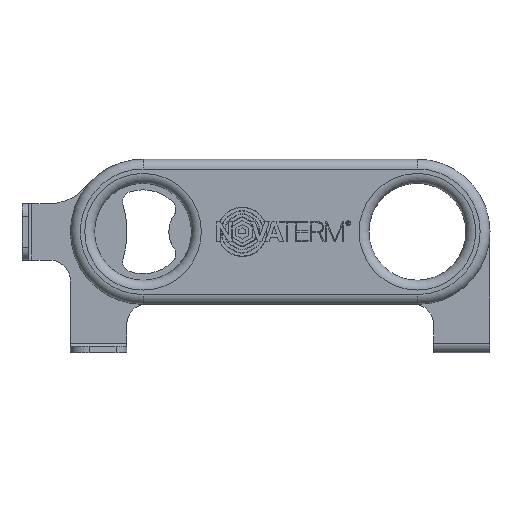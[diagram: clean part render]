
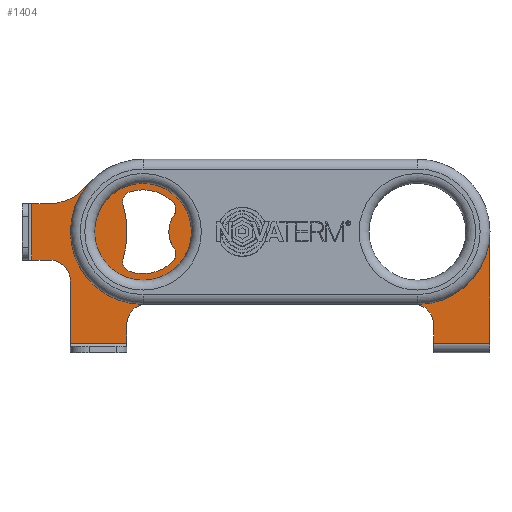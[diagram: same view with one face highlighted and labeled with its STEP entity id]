
A CAD part, front view. The second image highlights one B-rep face of the part: STEP entity #1404.
In plain terms, the highlighted planar face has unit normal (0, -1, 0).
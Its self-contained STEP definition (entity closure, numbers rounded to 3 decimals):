
#1404=ADVANCED_FACE('',(#5064,#5065,#5066,#5067,#5068,#5069,#5070),#2159,
 .T.);
#2159=PLANE('',#14042);
#2626=LINE('',#18776,#3845);
#2627=LINE('',#18778,#3846);
#2628=LINE('',#18780,#3847);
#2629=LINE('',#18784,#3848);
#2630=LINE('',#18786,#3849);
#2631=LINE('',#18788,#3850);
#2632=LINE('',#18792,#3851);
#2633=LINE('',#18796,#3852);
#2634=LINE('',#18798,#3853);
#2635=LINE('',#18800,#3854);
#2636=LINE('',#18804,#3855);
#3845=VECTOR('',#15207,1.);
#3846=VECTOR('',#15208,1.);
#3847=VECTOR('',#15209,1.);
#3848=VECTOR('',#15212,1.);
#3849=VECTOR('',#15213,1.);
#3850=VECTOR('',#15214,1.);
#3851=VECTOR('',#15217,1.);
#3852=VECTOR('',#15220,1.);
#3853=VECTOR('',#15221,1.);
#3854=VECTOR('',#15222,1.);
#3855=VECTOR('',#15225,1.);
#5064=FACE_BOUND('',#5250,.T.);
#5065=FACE_BOUND('',#5251,.T.);
#5066=FACE_BOUND('',#5252,.T.);
#5067=FACE_BOUND('',#5253,.T.);
#5068=FACE_BOUND('',#5254,.T.);
#5069=FACE_BOUND('',#5255,.T.);
#5070=FACE_BOUND('',#5256,.T.);
#5250=EDGE_LOOP('',(#6116));
#5251=EDGE_LOOP('',(#6117));
#5252=EDGE_LOOP('',(#6118,#6119,#6120,#6121,#6122,#6123,#6124,#6125,#6126,
#6127,#6128,#6129,#6130,#6131,#6132,#6133,#6134));
#5253=EDGE_LOOP('',(#6135,#6136,#6137,#6138,#6139,#6140,#6141,#6142));
#5254=EDGE_LOOP('',(#6143));
#5255=EDGE_LOOP('',(#6144));
#5256=EDGE_LOOP('',(#6145));
#6116=ORIENTED_EDGE('',*,*,#11548,.T.);
#6117=ORIENTED_EDGE('',*,*,#11549,.F.);
#6118=ORIENTED_EDGE('',*,*,#11550,.T.);
#6119=ORIENTED_EDGE('',*,*,#11551,.T.);
#6120=ORIENTED_EDGE('',*,*,#11552,.T.);
#6121=ORIENTED_EDGE('',*,*,#11553,.T.);
#6122=ORIENTED_EDGE('',*,*,#11554,.T.);
#6123=ORIENTED_EDGE('',*,*,#11555,.T.);
#6124=ORIENTED_EDGE('',*,*,#11556,.T.);
#6125=ORIENTED_EDGE('',*,*,#11557,.T.);
#6126=ORIENTED_EDGE('',*,*,#11558,.T.);
#6127=ORIENTED_EDGE('',*,*,#11559,.T.);
#6128=ORIENTED_EDGE('',*,*,#11560,.T.);
#6129=ORIENTED_EDGE('',*,*,#11561,.T.);
#6130=ORIENTED_EDGE('',*,*,#11562,.T.);
#6131=ORIENTED_EDGE('',*,*,#11563,.T.);
#6132=ORIENTED_EDGE('',*,*,#11564,.T.);
#6133=ORIENTED_EDGE('',*,*,#11565,.T.);
#6134=ORIENTED_EDGE('',*,*,#11566,.T.);
#6135=ORIENTED_EDGE('',*,*,#11567,.T.);
#6136=ORIENTED_EDGE('',*,*,#11568,.T.);
#6137=ORIENTED_EDGE('',*,*,#11569,.T.);
#6138=ORIENTED_EDGE('',*,*,#11570,.T.);
#6139=ORIENTED_EDGE('',*,*,#11571,.T.);
#6140=ORIENTED_EDGE('',*,*,#11572,.T.);
#6141=ORIENTED_EDGE('',*,*,#11573,.T.);
#6142=ORIENTED_EDGE('',*,*,#11574,.T.);
#6143=ORIENTED_EDGE('',*,*,#11575,.F.);
#6144=ORIENTED_EDGE('',*,*,#11576,.F.);
#6145=ORIENTED_EDGE('',*,*,#11577,.T.);
#10176=VERTEX_POINT('',#18768);
#10177=VERTEX_POINT('',#18770);
#10178=VERTEX_POINT('',#18772);
#10179=VERTEX_POINT('',#18773);
#10180=VERTEX_POINT('',#18775);
#10181=VERTEX_POINT('',#18777);
#10182=VERTEX_POINT('',#18779);
#10183=VERTEX_POINT('',#18781);
#10184=VERTEX_POINT('',#18783);
#10185=VERTEX_POINT('',#18785);
#10186=VERTEX_POINT('',#18787);
#10187=VERTEX_POINT('',#18789);
#10188=VERTEX_POINT('',#18791);
#10189=VERTEX_POINT('',#18793);
#10190=VERTEX_POINT('',#18795);
#10191=VERTEX_POINT('',#18797);
#10192=VERTEX_POINT('',#18799);
#10193=VERTEX_POINT('',#18801);
#10194=VERTEX_POINT('',#18803);
#10195=VERTEX_POINT('',#18806);
#10196=VERTEX_POINT('',#18807);
#10197=VERTEX_POINT('',#18809);
#10198=VERTEX_POINT('',#18811);
#10199=VERTEX_POINT('',#18813);
#10200=VERTEX_POINT('',#18815);
#10201=VERTEX_POINT('',#18817);
#10202=VERTEX_POINT('',#18819);
#10203=VERTEX_POINT('',#18822);
#10204=VERTEX_POINT('',#18824);
#10205=VERTEX_POINT('',#18826);
#11548=EDGE_CURVE('',#10176,#10176,#13578,.T.);
#11549=EDGE_CURVE('',#10177,#10177,#13579,.T.);
#11550=EDGE_CURVE('',#10178,#10179,#13580,.T.);
#11551=EDGE_CURVE('',#10179,#10180,#13581,.T.);
#11552=EDGE_CURVE('',#10180,#10181,#2626,.T.);
#11553=EDGE_CURVE('',#10181,#10182,#2627,.T.);
#11554=EDGE_CURVE('',#10182,#10183,#2628,.T.);
#11555=EDGE_CURVE('',#10183,#10184,#13582,.T.);
#11556=EDGE_CURVE('',#10184,#10185,#2629,.T.);
#11557=EDGE_CURVE('',#10185,#10186,#2630,.T.);
#11558=EDGE_CURVE('',#10186,#10187,#2631,.T.);
#11559=EDGE_CURVE('',#10187,#10188,#13583,.T.);
#11560=EDGE_CURVE('',#10188,#10189,#2632,.T.);
#11561=EDGE_CURVE('',#10189,#10190,#13584,.T.);
#11562=EDGE_CURVE('',#10190,#10191,#2633,.T.);
#11563=EDGE_CURVE('',#10191,#10192,#2634,.T.);
#11564=EDGE_CURVE('',#10192,#10193,#2635,.T.);
#11565=EDGE_CURVE('',#10193,#10194,#13585,.T.);
#11566=EDGE_CURVE('',#10194,#10178,#2636,.T.);
#11567=EDGE_CURVE('',#10195,#10196,#13586,.T.);
#11568=EDGE_CURVE('',#10196,#10197,#13587,.T.);
#11569=EDGE_CURVE('',#10197,#10198,#13588,.T.);
#11570=EDGE_CURVE('',#10198,#10199,#13589,.T.);
#11571=EDGE_CURVE('',#10199,#10200,#13590,.T.);
#11572=EDGE_CURVE('',#10200,#10201,#13591,.T.);
#11573=EDGE_CURVE('',#10201,#10202,#13592,.T.);
#11574=EDGE_CURVE('',#10202,#10195,#13593,.T.);
#11575=EDGE_CURVE('',#10203,#10203,#13594,.T.);
#11576=EDGE_CURVE('',#10204,#10204,#13595,.T.);
#11577=EDGE_CURVE('',#10205,#10205,#13596,.T.);
#13578=CIRCLE('',#14023,3.);
#13579=CIRCLE('',#14024,3.);
#13580=CIRCLE('',#14025,22.5);
#13581=CIRCLE('',#14026,15.);
#13582=CIRCLE('',#14027,6.52);
#13583=CIRCLE('',#14028,6.);
#13584=CIRCLE('',#14029,6.);
#13585=CIRCLE('',#14030,22.5);
#13586=CIRCLE('',#14031,31.);
#13587=CIRCLE('',#14032,3.);
#13588=CIRCLE('',#14033,13.);
#13589=CIRCLE('',#14034,3.);
#13590=CIRCLE('',#14035,9.);
#13591=CIRCLE('',#14036,3.);
#13592=CIRCLE('',#14037,13.);
#13593=CIRCLE('',#14038,3.);
#13594=CIRCLE('',#14039,15.);
#13595=CIRCLE('',#14040,3.);
#13596=CIRCLE('',#14041,3.);
#14023=AXIS2_PLACEMENT_3D('',#18767,#15199,#15200);
#14024=AXIS2_PLACEMENT_3D('',#18769,#15201,#15202);
#14025=AXIS2_PLACEMENT_3D('',#18771,#15203,#15204);
#14026=AXIS2_PLACEMENT_3D('',#18774,#15205,#15206);
#14027=AXIS2_PLACEMENT_3D('',#18782,#15210,#15211);
#14028=AXIS2_PLACEMENT_3D('',#18790,#15215,#15216);
#14029=AXIS2_PLACEMENT_3D('',#18794,#15218,#15219);
#14030=AXIS2_PLACEMENT_3D('',#18802,#15223,#15224);
#14031=AXIS2_PLACEMENT_3D('',#18805,#15226,#15227);
#14032=AXIS2_PLACEMENT_3D('',#18808,#15228,#15229);
#14033=AXIS2_PLACEMENT_3D('',#18810,#15230,#15231);
#14034=AXIS2_PLACEMENT_3D('',#18812,#15232,#15233);
#14035=AXIS2_PLACEMENT_3D('',#18814,#15234,#15235);
#14036=AXIS2_PLACEMENT_3D('',#18816,#15236,#15237);
#14037=AXIS2_PLACEMENT_3D('',#18818,#15238,#15239);
#14038=AXIS2_PLACEMENT_3D('',#18820,#15240,#15241);
#14039=AXIS2_PLACEMENT_3D('',#18821,#15242,#15243);
#14040=AXIS2_PLACEMENT_3D('',#18823,#15244,#15245);
#14041=AXIS2_PLACEMENT_3D('',#18825,#15246,#15247);
#14042=AXIS2_PLACEMENT_3D('',#18827,#15248,#15249);
#15199=DIRECTION('',(0.,1.,0.));
#15200=DIRECTION('',(0.,0.,-1.));
#15201=DIRECTION('',(0.,-1.,0.));
#15202=DIRECTION('',(0.,0.,-1.));
#15203=DIRECTION('',(0.,-1.,0.));
#15204=DIRECTION('',(-1.,0.,0.));
#15205=DIRECTION('',(0.,1.,0.));
#15206=DIRECTION('',(1.,0.,0.));
#15207=DIRECTION('',(-1.,0.,0.));
#15208=DIRECTION('',(0.,0.,-1.));
#15209=DIRECTION('',(1.,0.,0.));
#15210=DIRECTION('',(0.,1.,0.));
#15211=DIRECTION('',(1.,0.,0.));
#15212=DIRECTION('',(0.,0.,-1.));
#15213=DIRECTION('',(1.,0.,0.));
#15214=DIRECTION('',(0.,0.,1.));
#15215=DIRECTION('',(0.,1.,0.));
#15216=DIRECTION('',(-1.,0.,0.));
#15217=DIRECTION('',(1.,0.,0.));
#15218=DIRECTION('',(0.,1.,0.));
#15219=DIRECTION('',(1.,0.,0.));
#15220=DIRECTION('',(0.,0.,-1.));
#15221=DIRECTION('',(1.,0.,0.));
#15222=DIRECTION('',(0.,0.,1.));
#15223=DIRECTION('',(0.,-1.,0.));
#15224=DIRECTION('',(1.,0.,0.));
#15225=DIRECTION('',(-1.,0.,0.));
#15226=DIRECTION('',(0.,-1.,0.));
#15227=DIRECTION('',(1.,0.,0.));
#15228=DIRECTION('',(0.,1.,0.));
#15229=DIRECTION('',(1.,0.,0.));
#15230=DIRECTION('',(0.,1.,0.));
#15231=DIRECTION('',(1.,0.,0.));
#15232=DIRECTION('',(0.,1.,0.));
#15233=DIRECTION('',(1.,0.,0.));
#15234=DIRECTION('',(0.,-1.,0.));
#15235=DIRECTION('',(1.,0.,0.));
#15236=DIRECTION('',(0.,1.,0.));
#15237=DIRECTION('',(1.,0.,0.));
#15238=DIRECTION('',(0.,1.,0.));
#15239=DIRECTION('',(1.,0.,0.));
#15240=DIRECTION('',(0.,1.,0.));
#15241=DIRECTION('',(1.,0.,0.));
#15242=DIRECTION('',(0.,-1.,0.));
#15243=DIRECTION('',(1.,0.,0.));
#15244=DIRECTION('',(0.,-1.,0.));
#15245=DIRECTION('',(0.,0.,-1.));
#15246=DIRECTION('',(0.,1.,0.));
#15247=DIRECTION('',(0.,0.,-1.));
#15248=DIRECTION('',(0.,-1.,0.));
#15249=DIRECTION('',(0.,0.,-1.));
#18767=CARTESIAN_POINT('',(-25.,-1.,52.5));
#18768=CARTESIAN_POINT('',(-25.,-1.,49.5));
#18769=CARTESIAN_POINT('',(25.,-1.,52.5));
#18770=CARTESIAN_POINT('',(25.,-1.,49.5));
#18771=CARTESIAN_POINT('',(-42.5,-1.,37.5));
#18772=CARTESIAN_POINT('',(-42.5,-1.,60.));
#18773=CARTESIAN_POINT('',(-59.912,-1.,51.75));
#18774=CARTESIAN_POINT('',(-71.52,-1.,61.25));
#18775=CARTESIAN_POINT('',(-71.52,-1.,46.25));
#18776=CARTESIAN_POINT('',(-71.52,-1.,46.25));
#18777=CARTESIAN_POINT('',(-77.,-1.,46.25));
#18778=CARTESIAN_POINT('',(-77.,-1.,46.25));
#18779=CARTESIAN_POINT('',(-77.,-1.,28.75));
#18780=CARTESIAN_POINT('',(-80.,-1.,28.75));
#18781=CARTESIAN_POINT('',(-71.52,-1.,28.75));
#18782=CARTESIAN_POINT('',(-71.52,-1.,22.23));
#18783=CARTESIAN_POINT('',(-65.,-1.,22.23));
#18784=CARTESIAN_POINT('',(-65.,-1.,22.23));
#18785=CARTESIAN_POINT('',(-65.,-1.,3.));
#18786=CARTESIAN_POINT('',(-65.,-1.,3.));
#18787=CARTESIAN_POINT('',(-47.5,-1.,3.));
#18788=CARTESIAN_POINT('',(-47.5,-1.,0.));
#18789=CARTESIAN_POINT('',(-47.5,-1.,9.));
#18790=CARTESIAN_POINT('',(-41.5,-1.,9.));
#18791=CARTESIAN_POINT('',(-41.5,-1.,15.));
#18792=CARTESIAN_POINT('',(-41.5,-1.,15.));
#18793=CARTESIAN_POINT('',(41.5,-1.,15.));
#18794=CARTESIAN_POINT('',(41.5,-1.,9.));
#18795=CARTESIAN_POINT('',(47.5,-1.,9.));
#18796=CARTESIAN_POINT('',(47.5,-1.,9.));
#18797=CARTESIAN_POINT('',(47.5,-1.,3.));
#18798=CARTESIAN_POINT('',(47.5,-1.,3.));
#18799=CARTESIAN_POINT('',(65.,-1.,3.));
#18800=CARTESIAN_POINT('',(65.,-1.,0.));
#18801=CARTESIAN_POINT('',(65.,-1.,37.5));
#18802=CARTESIAN_POINT('',(42.5,-1.,37.5));
#18803=CARTESIAN_POINT('',(42.5,-1.,60.));
#18804=CARTESIAN_POINT('',(42.5,-1.,60.));
#18805=CARTESIAN_POINT('',(-78.5,-1.,37.5));
#18806=CARTESIAN_POINT('',(-48.716,-1.,28.904));
#18807=CARTESIAN_POINT('',(-48.716,-1.,46.096));
#18808=CARTESIAN_POINT('',(-45.833,-1.,46.928));
#18809=CARTESIAN_POINT('',(-46.833,-1.,49.757));
#18810=CARTESIAN_POINT('',(-42.5,-1.,37.5));
#18811=CARTESIAN_POINT('',(-33.132,-1.,46.514));
#18812=CARTESIAN_POINT('',(-35.294,-1.,44.434));
#18813=CARTESIAN_POINT('',(-32.846,-1.,42.7));
#18814=CARTESIAN_POINT('',(-25.5,-1.,37.5));
#18815=CARTESIAN_POINT('',(-32.846,-1.,32.3));
#18816=CARTESIAN_POINT('',(-35.294,-1.,30.566));
#18817=CARTESIAN_POINT('',(-33.132,-1.,28.486));
#18818=CARTESIAN_POINT('',(-42.5,-1.,37.5));
#18819=CARTESIAN_POINT('',(-46.833,-1.,25.243));
#18820=CARTESIAN_POINT('',(-45.833,-1.,28.072));
#18821=CARTESIAN_POINT('',(42.5,-1.,37.5));
#18822=CARTESIAN_POINT('',(57.5,-1.,37.5));
#18823=CARTESIAN_POINT('',(-25.,-1.,22.5));
#18824=CARTESIAN_POINT('',(-25.,-1.,19.5));
#18825=CARTESIAN_POINT('',(25.,-1.,22.5));
#18826=CARTESIAN_POINT('',(25.,-1.,19.5));
#18827=CARTESIAN_POINT('',(-42.5,-1.,37.5));
